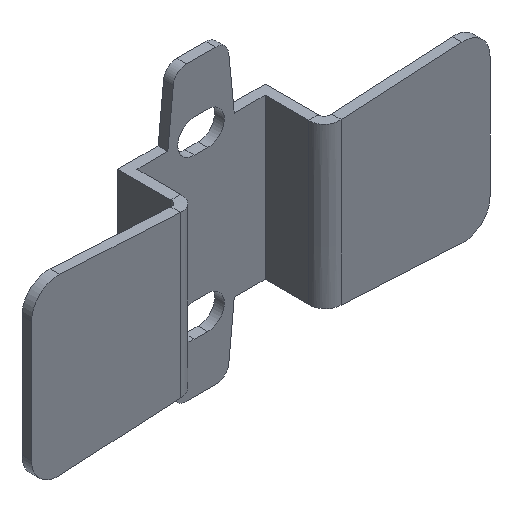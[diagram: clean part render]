
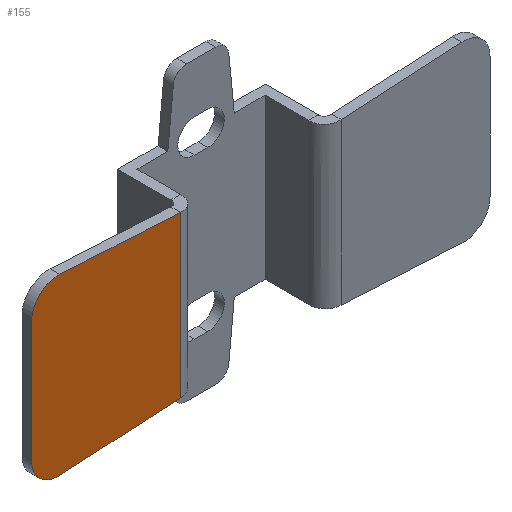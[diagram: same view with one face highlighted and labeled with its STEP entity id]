
A CAD part, isometric view. The second image highlights one B-rep face of the part: STEP entity #155.
In plain terms, the highlighted planar face has unit normal (0, -1, 0).
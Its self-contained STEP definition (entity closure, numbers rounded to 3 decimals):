
#155=ADVANCED_FACE('',(#304),#2405,.T.);
#304=FACE_OUTER_BOUND('',#472,.T.);
#472=EDGE_LOOP('',(#1149,#1150,#1151,#1152,#1153,#1154));
#1149=ORIENTED_EDGE('',*,*,#1590,.T.);
#1150=ORIENTED_EDGE('',*,*,#1585,.F.);
#1151=ORIENTED_EDGE('',*,*,#1582,.F.);
#1152=ORIENTED_EDGE('',*,*,#1578,.F.);
#1153=ORIENTED_EDGE('',*,*,#1592,.T.);
#1154=ORIENTED_EDGE('',*,*,#1595,.T.);
#1578=EDGE_CURVE('',#2255,#2256,#1648,.T.);
#1582=EDGE_CURVE('',#2256,#2259,#1975,.T.);
#1585=EDGE_CURVE('',#2259,#2261,#1650,.T.);
#1590=EDGE_CURVE('',#2264,#2261,#1981,.T.);
#1592=EDGE_CURVE('',#2255,#2266,#1983,.T.);
#1595=EDGE_CURVE('',#2266,#2264,#1986,.T.);
#1648=(
BOUNDED_CURVE()
B_SPLINE_CURVE(2,(#6989,#6990,#6991,#6992,#6993),.UNSPECIFIED.,.F.,.F.)
B_SPLINE_CURVE_WITH_KNOTS((3,2,3),(-6.503,-3.252,
0.),.UNSPECIFIED.)
CURVE()
GEOMETRIC_REPRESENTATION_ITEM()
RATIONAL_B_SPLINE_CURVE((1.,0.919,1.,0.919,1.))
REPRESENTATION_ITEM('')
);
#1650=(
BOUNDED_CURVE()
B_SPLINE_CURVE(2,(#7009,#7010,#7011,#7012,#7013),.UNSPECIFIED.,.F.,.F.)
B_SPLINE_CURVE_WITH_KNOTS((3,2,3),(-6.503,-3.252,
0.),.UNSPECIFIED.)
CURVE()
GEOMETRIC_REPRESENTATION_ITEM()
RATIONAL_B_SPLINE_CURVE((1.,0.919,1.,0.919,1.))
REPRESENTATION_ITEM('')
);
#1975=B_SPLINE_CURVE_WITH_KNOTS('',1,(#7003,#7004),.UNSPECIFIED.,.F.,.F.,
(2,2),(0.,18.207),.UNSPECIFIED.);
#1981=B_SPLINE_CURVE_WITH_KNOTS('',1,(#7025,#7026),.UNSPECIFIED.,.F.,.F.,
(2,2),(0.,18.208),.UNSPECIFIED.);
#1983=B_SPLINE_CURVE_WITH_KNOTS('',1,(#7029,#7030),.UNSPECIFIED.,.F.,.F.,
(2,2),(0.,18.208),.UNSPECIFIED.);
#1986=B_SPLINE_CURVE_WITH_KNOTS('',1,(#7035,#7036),.UNSPECIFIED.,.F.,.F.,
(2,2),(0.,24.193),.UNSPECIFIED.);
#2255=VERTEX_POINT('',#5008);
#2256=VERTEX_POINT('',#5009);
#2259=VERTEX_POINT('',#5012);
#2261=VERTEX_POINT('',#5014);
#2264=VERTEX_POINT('',#5017);
#2266=VERTEX_POINT('',#5019);
#2405=PLANE('',#2573);
#2573=AXIS2_PLACEMENT_3D('',#4313,#2656,$);
#2656=DIRECTION('',(0.,-1.,0.));
#4313=CARTESIAN_POINT('',(-9.859,0.,15.832));
#5008=CARTESIAN_POINT('',(-30.28,0.,-13.098));
#5009=CARTESIAN_POINT('',(-34.5,0.,-9.104));
#5012=CARTESIAN_POINT('',(-34.5,0.,9.104));
#5014=CARTESIAN_POINT('',(-30.28,0.,13.098));
#5017=CARTESIAN_POINT('',(-12.1,0.,12.096));
#5019=CARTESIAN_POINT('',(-12.1,0.,-12.096));
#6989=CARTESIAN_POINT('',(-30.28,0.,-13.098));
#6990=CARTESIAN_POINT('',(-31.999,0.,-13.192));
#6991=CARTESIAN_POINT('',(-33.25,0.,-12.009));
#6992=CARTESIAN_POINT('',(-34.5,0.,-10.825));
#6993=CARTESIAN_POINT('',(-34.5,0.,-9.104));
#7003=CARTESIAN_POINT('',(-34.5,0.,-9.104));
#7004=CARTESIAN_POINT('',(-34.5,0.,9.104));
#7009=CARTESIAN_POINT('',(-34.5,0.,9.104));
#7010=CARTESIAN_POINT('',(-34.5,0.,10.825));
#7011=CARTESIAN_POINT('',(-33.25,0.,12.009));
#7012=CARTESIAN_POINT('',(-31.999,0.,13.192));
#7013=CARTESIAN_POINT('',(-30.28,0.,13.098));
#7025=CARTESIAN_POINT('',(-12.1,0.,12.096));
#7026=CARTESIAN_POINT('',(-30.28,0.,13.098));
#7029=CARTESIAN_POINT('',(-30.28,0.,-13.098));
#7030=CARTESIAN_POINT('',(-12.1,0.,-12.096));
#7035=CARTESIAN_POINT('',(-12.1,0.,-12.096));
#7036=CARTESIAN_POINT('',(-12.1,0.,12.096));
